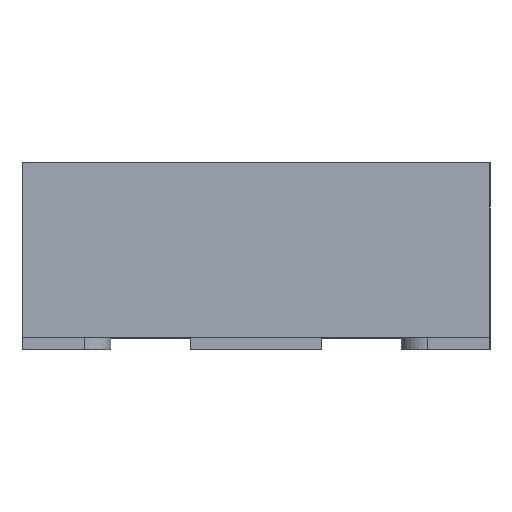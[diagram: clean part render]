
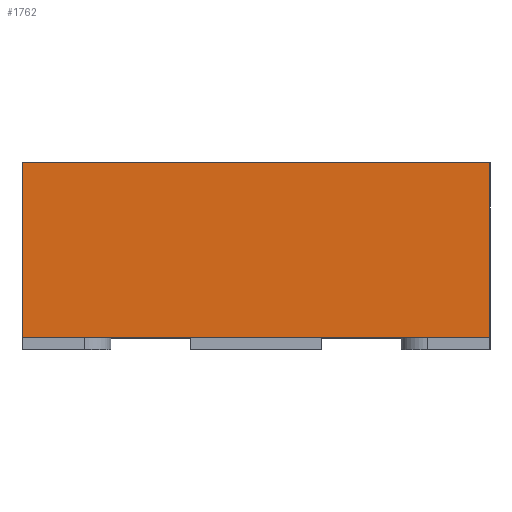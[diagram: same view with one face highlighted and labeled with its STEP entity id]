
A CAD part, top view. The second image highlights one B-rep face of the part: STEP entity #1762.
In plain terms, the highlighted planar face has unit normal (0, 0, 1).
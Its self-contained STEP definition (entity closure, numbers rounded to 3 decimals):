
#65 = DIRECTION ( 'NONE',  ( 1., 0., 0. ) ) ;
#127 = EDGE_CURVE ( 'NONE', #2177, #2470, #816, .T. ) ;
#254 = VECTOR ( 'NONE', #65, 1000. ) ;
#362 = EDGE_LOOP ( 'NONE', ( #700, #1222, #2507, #2436 ) ) ;
#505 = DIRECTION ( 'NONE',  ( 0., 0., -1. ) ) ;
#598 = CARTESIAN_POINT ( 'NONE',  ( 1., 4.428, 1. ) ) ;
#616 = CARTESIAN_POINT ( 'NONE',  ( -1., 0.05, 1. ) ) ;
#681 = CARTESIAN_POINT ( 'NONE',  ( 1., 0.05, 1. ) ) ;
#700 = ORIENTED_EDGE ( 'NONE', *, *, #2075, .F. ) ;
#731 = LINE ( 'NONE', #598, #3015 ) ;
#797 = VERTEX_POINT ( 'NONE', #3403 ) ;
#816 = LINE ( 'NONE', #2363, #2372 ) ;
#1034 = LINE ( 'NONE', #2155, #254 ) ;
#1045 = EDGE_CURVE ( 'NONE', #797, #2607, #731, .T. ) ;
#1124 = EDGE_CURVE ( 'NONE', #2470, #2607, #3322, .T. ) ;
#1151 = CARTESIAN_POINT ( 'NONE',  ( -1., 0.8, 1. ) ) ;
#1222 = ORIENTED_EDGE ( 'NONE', *, *, #127, .T. ) ;
#1391 = DIRECTION ( 'NONE',  ( 1., 0., 0. ) ) ;
#1762 = ADVANCED_FACE ( 'NONE', ( #3190 ), #3229, .F. ) ;
#1930 = AXIS2_PLACEMENT_3D ( 'NONE', #2094, #505, #2210 ) ;
#2075 = EDGE_CURVE ( 'NONE', #2177, #797, #1034, .T. ) ;
#2094 = CARTESIAN_POINT ( 'NONE',  ( -1., 4.428, 1. ) ) ;
#2122 = CARTESIAN_POINT ( 'NONE',  ( -1., 0.05, 1. ) ) ;
#2155 = CARTESIAN_POINT ( 'NONE',  ( -1., 0.8, 1. ) ) ;
#2177 = VERTEX_POINT ( 'NONE', #1151 ) ;
#2210 = DIRECTION ( 'NONE',  ( -1., 0., 0. ) ) ;
#2363 = CARTESIAN_POINT ( 'NONE',  ( -1., 4.428, 1. ) ) ;
#2372 = VECTOR ( 'NONE', #2659, 1000. ) ;
#2436 = ORIENTED_EDGE ( 'NONE', *, *, #1045, .F. ) ;
#2470 = VERTEX_POINT ( 'NONE', #2122 ) ;
#2507 = ORIENTED_EDGE ( 'NONE', *, *, #1124, .T. ) ;
#2589 = VECTOR ( 'NONE', #1391, 1000. ) ;
#2607 = VERTEX_POINT ( 'NONE', #681 ) ;
#2659 = DIRECTION ( 'NONE',  ( 0., -1., 0. ) ) ;
#3007 = DIRECTION ( 'NONE',  ( 0., -1., 0. ) ) ;
#3015 = VECTOR ( 'NONE', #3007, 1000. ) ;
#3190 = FACE_OUTER_BOUND ( 'NONE', #362, .T. ) ;
#3229 = PLANE ( 'NONE',  #1930 ) ;
#3322 = LINE ( 'NONE', #616, #2589 ) ;
#3403 = CARTESIAN_POINT ( 'NONE',  ( 1., 0.8, 1. ) ) ;
